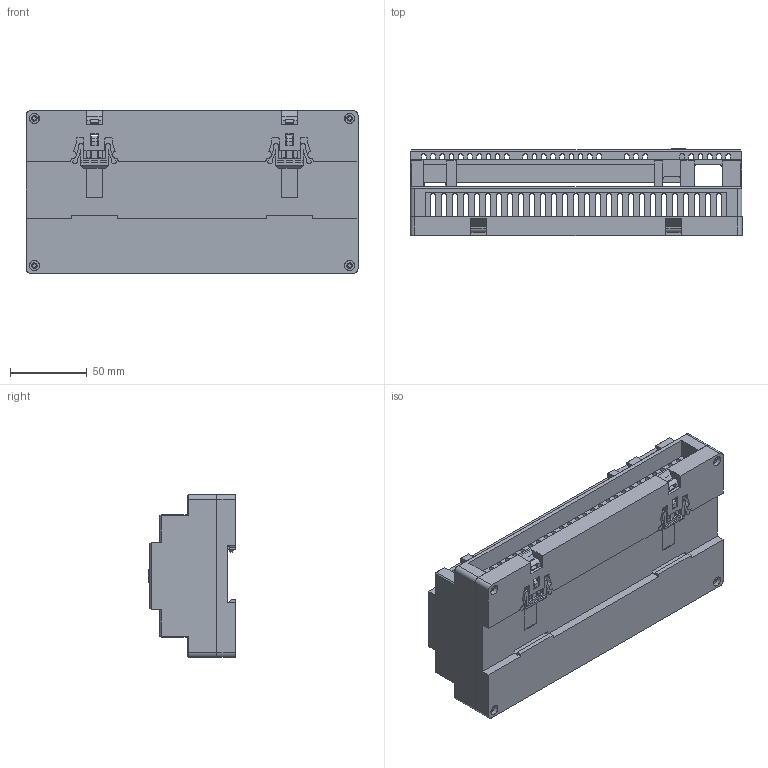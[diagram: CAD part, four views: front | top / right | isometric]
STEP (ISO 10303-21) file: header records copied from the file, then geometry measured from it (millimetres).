
FILE_DESCRIPTION(/* description */ (''),/* implementation_level */ '2;1');
FILE_NAME(/* name */ 'esp case.step',/* time_stamp */ '2024-01-10T15:21:30+01:00',/* author */ (''),/* organization */ (''),/* preprocessor_version */ 'ST-DEVELOPER v20',/* originating_system */ 'Autodesk Translation Framework v12.14.0.127',/* authorisation */ '');
FILE_SCHEMA (('AUTOMOTIVE_DESIGN { 1 0 10303 214 3 1 1 }'));
Length unit declared in the file: millimetre
Products named in the file (6): esp v0.5 - full assembly; Case ESP; button; case esp front; case esp back; DXMG-WALL-CLIP
Assembly tree (6 placements, depth 3):
  esp v0.5 - full assembly
    Case ESP
      button
      case esp front
      case esp back
      DXMG-WALL-CLIP  x2
Bounding box: 216 x 56.8 x 105.8 mm (x, y, z)
Volume: 220378.8 mm3; surface area: 168576.8 mm2
Topology: 5 solids, 5 shells, 1081 faces, 3406 edges, 2215 vertices
Faces by surface type: plane 834, cylinder 239, cone 8
Full cylindrical faces by diameter (mm): 2.5 x4, 3.5 x4, 5 x1, 6.5 x4
Entity records: 35241 total; most frequent: ORIENTED_EDGE 6360, CARTESIAN_POINT 6268, DIRECTION 5680, EDGE_CURVE 3180, LINE 2722, VECTOR 2722, VERTEX_POINT 2067, AXIS2_PLACEMENT_3D 1479
